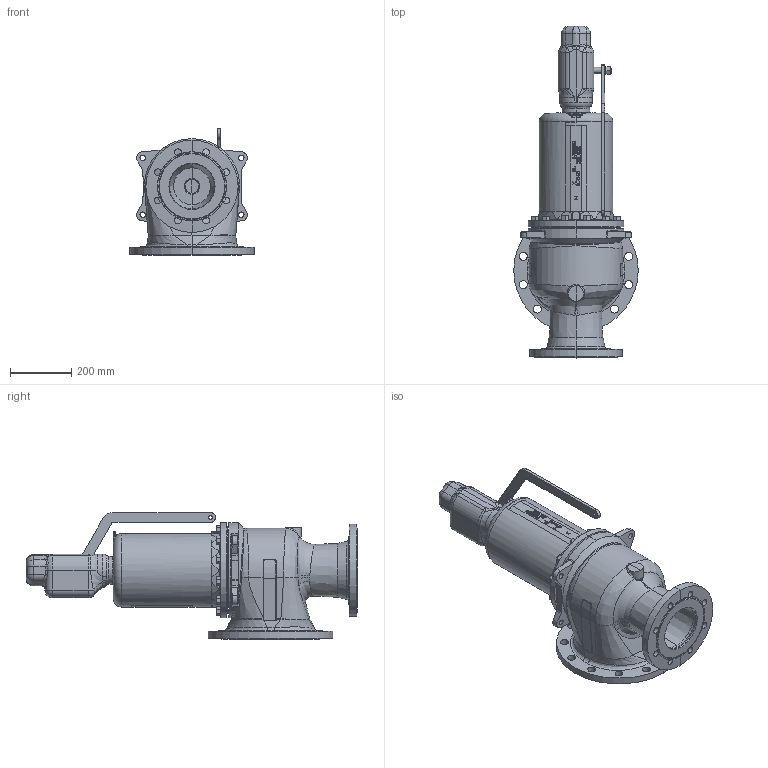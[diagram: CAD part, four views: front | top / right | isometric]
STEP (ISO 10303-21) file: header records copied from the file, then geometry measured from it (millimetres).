
FILE_DESCRIPTION((''),'2;1');
FILE_NAME('10000496158_G3D_000_ASM','2020-03-26T09:27:47',('Stumpenhagen'),(''),'CREO PARAMETRIC BY PTC INC, 2019030','CREO PARAMETRIC BY PTC INC, 2019030','');
FILE_SCHEMA(('CONFIG_CONTROL_DESIGN'));
Products named in the file (7): 10000496159_G3D_000; 10000496160_G3D_000; 10000455716_G3D_000; 10000455725_G3D_000; 10000455726_G3D_000; 10000455727_G3D_000; 10000496158_G3D_000_ASM
Assembly tree (18 placements, depth 2):
  10000496158_G3D_000_ASM
    10000496159_G3D_000
    10000496160_G3D_000
    10000455716_G3D_000  x13
    10000455725_G3D_000
    10000455726_G3D_000
    10000455727_G3D_000
Bounding box: 405 x 1080 x 413 mm (x, y, z)
Volume: 15182511.6 mm3; surface area: 2111461.4 mm2
Topology: 18 solids, 20 shells, 2012 faces, 5162 edges, 3226 vertices
Faces by surface type: plane 952, cylinder 408, bspline 317, cone 251, torus 42, sphere 42
Entity records: 70368 total; most frequent: CARTESIAN_POINT 31640, ORIENTED_EDGE 8724, DIRECTION 6896, EDGE_CURVE 4368, VERTEX_POINT 2746, VECTOR 2570, LINE 2570, AXIS2_PLACEMENT_3D 2163
